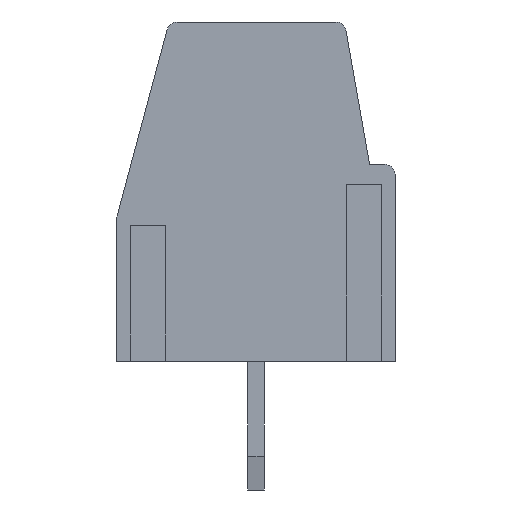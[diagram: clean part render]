
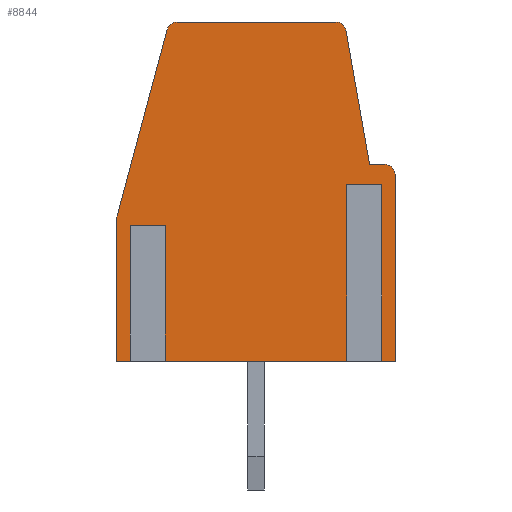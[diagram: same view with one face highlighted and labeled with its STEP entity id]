
A CAD part, left-side view. The second image highlights one B-rep face of the part: STEP entity #8844.
In plain terms, the highlighted planar face has unit normal (-1, 0, 0).
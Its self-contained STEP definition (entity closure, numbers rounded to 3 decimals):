
#5270 = EDGE_CURVE('',#5271,#5273,#5275,.T.);
#5271 = VERTEX_POINT('',#5272);
#5272 = CARTESIAN_POINT('',(-38.099,2.336,10.014));
#5273 = VERTEX_POINT('',#5274);
#5274 = CARTESIAN_POINT('',(-38.099,-2.351,10.014));
#5275 = LINE('',#5276,#5277);
#5276 = CARTESIAN_POINT('',(-38.099,-4.093,10.014));
#5277 = VECTOR('',#5278,1.);
#5278 = DIRECTION('',(0.,-1.,0.));
#8844 = ADVANCED_FACE('',(#8845),#8985,.F.);
#8845 = FACE_BOUND('',#8846,.T.);
#8846 = EDGE_LOOP('',(#8847,#8857,#8865,#8873,#8881,#8889,#8898,#8906,
    #8914,#8921,#8922,#8931,#8939,#8947,#8955,#8963,#8971,#8979));
#8847 = ORIENTED_EDGE('',*,*,#8848,.F.);
#8848 = EDGE_CURVE('',#8849,#8851,#8853,.T.);
#8849 = VERTEX_POINT('',#8850);
#8850 = CARTESIAN_POINT('',(-38.099,-2.881,5.214));
#8851 = VERTEX_POINT('',#8852);
#8852 = CARTESIAN_POINT('',(-38.099,-2.881,0.014));
#8853 = LINE('',#8854,#8855);
#8854 = CARTESIAN_POINT('',(-38.099,-2.881,5.814));
#8855 = VECTOR('',#8856,1.);
#8856 = DIRECTION('',(0.,0.,-1.));
#8857 = ORIENTED_EDGE('',*,*,#8858,.F.);
#8858 = EDGE_CURVE('',#8859,#8849,#8861,.T.);
#8859 = VERTEX_POINT('',#8860);
#8860 = CARTESIAN_POINT('',(-38.099,-3.481,5.214));
#8861 = LINE('',#8862,#8863);
#8862 = CARTESIAN_POINT('',(-38.099,-4.093,5.214));
#8863 = VECTOR('',#8864,1.);
#8864 = DIRECTION('',(0.,1.,0.));
#8865 = ORIENTED_EDGE('',*,*,#8866,.F.);
#8866 = EDGE_CURVE('',#8867,#8859,#8869,.T.);
#8867 = VERTEX_POINT('',#8868);
#8868 = CARTESIAN_POINT('',(-38.099,-3.481,0.014));
#8869 = LINE('',#8870,#8871);
#8870 = CARTESIAN_POINT('',(-38.099,-3.481,5.814));
#8871 = VECTOR('',#8872,1.);
#8872 = DIRECTION('',(0.,0.,1.));
#8873 = ORIENTED_EDGE('',*,*,#8874,.F.);
#8874 = EDGE_CURVE('',#8875,#8867,#8877,.T.);
#8875 = VERTEX_POINT('',#8876);
#8876 = CARTESIAN_POINT('',(-38.099,-4.093,0.014));
#8877 = LINE('',#8878,#8879);
#8878 = CARTESIAN_POINT('',(-38.099,-4.093,0.014));
#8879 = VECTOR('',#8880,1.);
#8880 = DIRECTION('',(0.,1.,0.));
#8881 = ORIENTED_EDGE('',*,*,#8882,.F.);
#8882 = EDGE_CURVE('',#8883,#8875,#8885,.T.);
#8883 = VERTEX_POINT('',#8884);
#8884 = CARTESIAN_POINT('',(-38.099,-4.093,5.514));
#8885 = LINE('',#8886,#8887);
#8886 = CARTESIAN_POINT('',(-38.099,-4.093,5.814));
#8887 = VECTOR('',#8888,1.);
#8888 = DIRECTION('',(0.,0.,-1.));
#8889 = ORIENTED_EDGE('',*,*,#8890,.F.);
#8890 = EDGE_CURVE('',#8891,#8883,#8893,.T.);
#8891 = VERTEX_POINT('',#8892);
#8892 = CARTESIAN_POINT('',(-38.099,-3.793,5.814));
#8893 = CIRCLE('',#8894,0.3);
#8894 = AXIS2_PLACEMENT_3D('',#8895,#8896,#8897);
#8895 = CARTESIAN_POINT('',(-38.099,-3.793,5.514));
#8896 = DIRECTION('',(1.,0.,0.));
#8897 = DIRECTION('',(0.,1.,0.));
#8898 = ORIENTED_EDGE('',*,*,#8899,.F.);
#8899 = EDGE_CURVE('',#8900,#8891,#8902,.T.);
#8900 = VERTEX_POINT('',#8901);
#8901 = CARTESIAN_POINT('',(-38.099,-3.343,5.814));
#8902 = LINE('',#8903,#8904);
#8903 = CARTESIAN_POINT('',(-38.099,-3.343,5.814));
#8904 = VECTOR('',#8905,1.);
#8905 = DIRECTION('',(0.,-1.,0.));
#8906 = ORIENTED_EDGE('',*,*,#8907,.F.);
#8907 = EDGE_CURVE('',#8908,#8900,#8910,.T.);
#8908 = VERTEX_POINT('',#8909);
#8909 = CARTESIAN_POINT('',(-38.099,-2.646,9.766));
#8910 = LINE('',#8911,#8912);
#8911 = CARTESIAN_POINT('',(-38.099,-2.646,9.766));
#8912 = VECTOR('',#8913,1.);
#8913 = DIRECTION('',(0.,-0.174,-0.985));
#8914 = ORIENTED_EDGE('',*,*,#8915,.F.);
#8915 = EDGE_CURVE('',#5273,#8908,#8916,.T.);
#8916 = CIRCLE('',#8917,0.3);
#8917 = AXIS2_PLACEMENT_3D('',#8918,#8919,#8920);
#8918 = CARTESIAN_POINT('',(-38.099,-2.351,9.714));
#8919 = DIRECTION('',(1.,0.,0.));
#8920 = DIRECTION('',(0.,1.,0.));
#8921 = ORIENTED_EDGE('',*,*,#5270,.F.);
#8922 = ORIENTED_EDGE('',*,*,#8923,.F.);
#8923 = EDGE_CURVE('',#8924,#5271,#8926,.T.);
#8924 = VERTEX_POINT('',#8925);
#8925 = CARTESIAN_POINT('',(-38.099,2.626,9.792));
#8926 = CIRCLE('',#8927,0.3);
#8927 = AXIS2_PLACEMENT_3D('',#8928,#8929,#8930);
#8928 = CARTESIAN_POINT('',(-38.099,2.336,9.714));
#8929 = DIRECTION('',(1.,0.,0.));
#8930 = DIRECTION('',(0.,1.,0.));
#8931 = ORIENTED_EDGE('',*,*,#8932,.F.);
#8932 = EDGE_CURVE('',#8933,#8924,#8935,.T.);
#8933 = VERTEX_POINT('',#8934);
#8934 = CARTESIAN_POINT('',(-38.099,4.107,4.264));
#8935 = LINE('',#8936,#8937);
#8936 = CARTESIAN_POINT('',(-38.099,4.107,4.264));
#8937 = VECTOR('',#8938,1.);
#8938 = DIRECTION('',(0.,-0.259,0.966));
#8939 = ORIENTED_EDGE('',*,*,#8940,.F.);
#8940 = EDGE_CURVE('',#8941,#8933,#8943,.T.);
#8941 = VERTEX_POINT('',#8942);
#8942 = CARTESIAN_POINT('',(-38.099,4.107,0.014));
#8943 = LINE('',#8944,#8945);
#8944 = CARTESIAN_POINT('',(-38.099,4.107,0.014));
#8945 = VECTOR('',#8946,1.);
#8946 = DIRECTION('',(0.,0.,1.));
#8947 = ORIENTED_EDGE('',*,*,#8948,.F.);
#8948 = EDGE_CURVE('',#8949,#8941,#8951,.T.);
#8949 = VERTEX_POINT('',#8950);
#8950 = CARTESIAN_POINT('',(-38.099,3.494,0.014));
#8951 = LINE('',#8952,#8953);
#8952 = CARTESIAN_POINT('',(-38.099,-4.093,0.014));
#8953 = VECTOR('',#8954,1.);
#8954 = DIRECTION('',(0.,1.,0.));
#8955 = ORIENTED_EDGE('',*,*,#8956,.F.);
#8956 = EDGE_CURVE('',#8957,#8949,#8959,.T.);
#8957 = VERTEX_POINT('',#8958);
#8958 = CARTESIAN_POINT('',(-38.099,3.494,4.014));
#8959 = LINE('',#8960,#8961);
#8960 = CARTESIAN_POINT('',(-38.099,3.494,5.814));
#8961 = VECTOR('',#8962,1.);
#8962 = DIRECTION('',(0.,0.,-1.));
#8963 = ORIENTED_EDGE('',*,*,#8964,.F.);
#8964 = EDGE_CURVE('',#8965,#8957,#8967,.T.);
#8965 = VERTEX_POINT('',#8966);
#8966 = CARTESIAN_POINT('',(-38.099,2.894,4.014));
#8967 = LINE('',#8968,#8969);
#8968 = CARTESIAN_POINT('',(-38.099,-4.093,4.014));
#8969 = VECTOR('',#8970,1.);
#8970 = DIRECTION('',(0.,1.,0.));
#8971 = ORIENTED_EDGE('',*,*,#8972,.F.);
#8972 = EDGE_CURVE('',#8973,#8965,#8975,.T.);
#8973 = VERTEX_POINT('',#8974);
#8974 = CARTESIAN_POINT('',(-38.099,2.894,0.014));
#8975 = LINE('',#8976,#8977);
#8976 = CARTESIAN_POINT('',(-38.099,2.894,5.814));
#8977 = VECTOR('',#8978,1.);
#8978 = DIRECTION('',(0.,0.,1.));
#8979 = ORIENTED_EDGE('',*,*,#8980,.F.);
#8980 = EDGE_CURVE('',#8851,#8973,#8981,.T.);
#8981 = LINE('',#8982,#8983);
#8982 = CARTESIAN_POINT('',(-38.099,-4.093,0.014));
#8983 = VECTOR('',#8984,1.);
#8984 = DIRECTION('',(0.,1.,0.));
#8985 = PLANE('',#8986);
#8986 = AXIS2_PLACEMENT_3D('',#8987,#8988,#8989);
#8987 = CARTESIAN_POINT('',(-38.099,-4.093,5.814));
#8988 = DIRECTION('',(1.,0.,0.));
#8989 = DIRECTION('',(0.,1.,0.));
